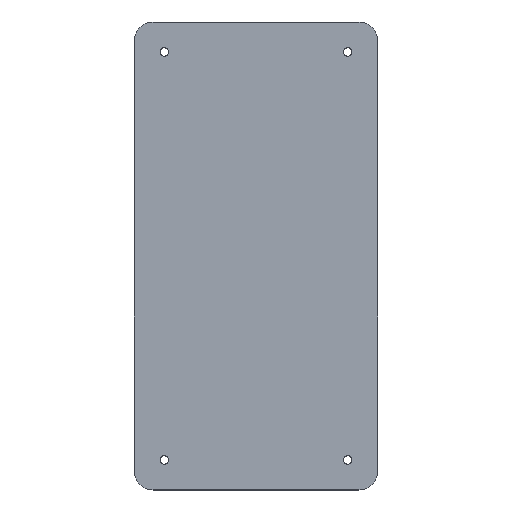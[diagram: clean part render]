
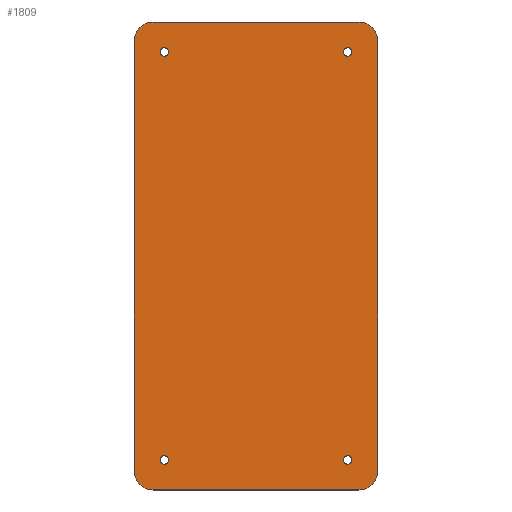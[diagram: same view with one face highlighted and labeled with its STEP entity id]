
A CAD part, top view. The second image highlights one B-rep face of the part: STEP entity #1809.
In plain terms, the highlighted planar face has unit normal (0, 0, 1).
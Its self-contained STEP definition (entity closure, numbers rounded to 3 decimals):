
#36=FACE_BOUND('',#375,.T.);
#37=FACE_BOUND('',#376,.T.);
#38=FACE_BOUND('',#377,.T.);
#39=FACE_BOUND('',#378,.T.);
#134=CIRCLE('',#1989,5.);
#136=CIRCLE('',#1993,5.);
#138=CIRCLE('',#1997,5.);
#140=CIRCLE('',#2001,5.);
#142=CIRCLE('',#2005,1.13);
#144=CIRCLE('',#2008,1.13);
#146=CIRCLE('',#2011,1.13);
#148=CIRCLE('',#2014,1.13);
#269=FACE_OUTER_BOUND('',#374,.T.);
#374=EDGE_LOOP('',(#1651,#1652,#1653,#1654,#1655,#1656,#1657,#1658));
#375=EDGE_LOOP('',(#1659));
#376=EDGE_LOOP('',(#1660));
#377=EDGE_LOOP('',(#1661));
#378=EDGE_LOOP('',(#1662));
#528=LINE('',#3029,#688);
#532=LINE('',#3041,#692);
#536=LINE('',#3053,#696);
#539=LINE('',#3062,#699);
#688=VECTOR('',#2493,10.);
#692=VECTOR('',#2505,10.);
#696=VECTOR('',#2517,10.);
#699=VECTOR('',#2528,10.);
#858=VERTEX_POINT('',#3019);
#859=VERTEX_POINT('',#3021);
#861=VERTEX_POINT('',#3027);
#863=VERTEX_POINT('',#3033);
#865=VERTEX_POINT('',#3039);
#867=VERTEX_POINT('',#3045);
#869=VERTEX_POINT('',#3051);
#871=VERTEX_POINT('',#3057);
#873=VERTEX_POINT('',#3066);
#875=VERTEX_POINT('',#3072);
#877=VERTEX_POINT('',#3078);
#879=VERTEX_POINT('',#3084);
#1111=EDGE_CURVE('',#858,#859,#134,.T.);
#1115=EDGE_CURVE('',#858,#861,#528,.T.);
#1118=EDGE_CURVE('',#863,#861,#136,.T.);
#1121=EDGE_CURVE('',#863,#865,#532,.T.);
#1124=EDGE_CURVE('',#867,#865,#138,.T.);
#1127=EDGE_CURVE('',#867,#869,#536,.T.);
#1130=EDGE_CURVE('',#871,#869,#140,.T.);
#1132=EDGE_CURVE('',#871,#859,#539,.T.);
#1135=EDGE_CURVE('',#873,#873,#142,.T.);
#1138=EDGE_CURVE('',#875,#875,#144,.T.);
#1141=EDGE_CURVE('',#877,#877,#146,.T.);
#1144=EDGE_CURVE('',#879,#879,#148,.T.);
#1651=ORIENTED_EDGE('',*,*,#1118,.F.);
#1652=ORIENTED_EDGE('',*,*,#1121,.T.);
#1653=ORIENTED_EDGE('',*,*,#1124,.F.);
#1654=ORIENTED_EDGE('',*,*,#1127,.T.);
#1655=ORIENTED_EDGE('',*,*,#1130,.F.);
#1656=ORIENTED_EDGE('',*,*,#1132,.T.);
#1657=ORIENTED_EDGE('',*,*,#1111,.F.);
#1658=ORIENTED_EDGE('',*,*,#1115,.T.);
#1659=ORIENTED_EDGE('',*,*,#1135,.T.);
#1660=ORIENTED_EDGE('',*,*,#1138,.T.);
#1661=ORIENTED_EDGE('',*,*,#1141,.T.);
#1662=ORIENTED_EDGE('',*,*,#1144,.T.);
#1723=PLANE('',#2015);
#1809=ADVANCED_FACE('',(#269,#36,#37,#38,#39),#1723,.T.);
#1989=AXIS2_PLACEMENT_3D('',#3022,#2486,#2487);
#1993=AXIS2_PLACEMENT_3D('',#3035,#2499,#2500);
#1997=AXIS2_PLACEMENT_3D('',#3047,#2511,#2512);
#2001=AXIS2_PLACEMENT_3D('',#3059,#2523,#2524);
#2005=AXIS2_PLACEMENT_3D('',#3068,#2534,#2535);
#2008=AXIS2_PLACEMENT_3D('',#3074,#2541,#2542);
#2011=AXIS2_PLACEMENT_3D('',#3080,#2548,#2549);
#2014=AXIS2_PLACEMENT_3D('',#3086,#2555,#2556);
#2015=AXIS2_PLACEMENT_3D('',#3087,#2557,#2558);
#2486=DIRECTION('center_axis',(0.,0.,-1.));
#2487=DIRECTION('ref_axis',(0.707,0.707,0.));
#2493=DIRECTION('',(-1.,0.,0.));
#2499=DIRECTION('center_axis',(0.,0.,-1.));
#2500=DIRECTION('ref_axis',(-0.707,0.707,0.));
#2505=DIRECTION('',(0.,-1.,0.));
#2511=DIRECTION('center_axis',(0.,0.,-1.));
#2512=DIRECTION('ref_axis',(-0.707,-0.707,0.));
#2517=DIRECTION('',(1.,0.,0.));
#2523=DIRECTION('center_axis',(0.,0.,-1.));
#2524=DIRECTION('ref_axis',(0.707,-0.707,0.));
#2528=DIRECTION('',(0.,1.,0.));
#2534=DIRECTION('center_axis',(0.,0.,-1.));
#2535=DIRECTION('ref_axis',(1.,0.,0.));
#2541=DIRECTION('center_axis',(0.,0.,-1.));
#2542=DIRECTION('ref_axis',(1.,0.,0.));
#2548=DIRECTION('center_axis',(0.,0.,-1.));
#2549=DIRECTION('ref_axis',(1.,0.,0.));
#2555=DIRECTION('center_axis',(0.,0.,-1.));
#2556=DIRECTION('ref_axis',(1.,0.,0.));
#2557=DIRECTION('center_axis',(0.,0.,1.));
#2558=DIRECTION('ref_axis',(1.,0.,0.));
#3019=CARTESIAN_POINT('',(57.5,110.238,9.525));
#3021=CARTESIAN_POINT('',(62.5,105.238,9.525));
#3022=CARTESIAN_POINT('Origin',(57.5,105.238,9.525));
#3027=CARTESIAN_POINT('',(2.5,110.238,9.525));
#3029=CARTESIAN_POINT('',(62.5,110.238,9.525));
#3033=CARTESIAN_POINT('',(-2.5,105.238,9.525));
#3035=CARTESIAN_POINT('Origin',(2.5,105.238,9.525));
#3039=CARTESIAN_POINT('',(-2.5,-9.762,9.525));
#3041=CARTESIAN_POINT('',(-2.5,110.238,9.525));
#3045=CARTESIAN_POINT('',(2.5,-14.762,9.525));
#3047=CARTESIAN_POINT('Origin',(2.5,-9.762,9.525));
#3051=CARTESIAN_POINT('',(57.5,-14.762,9.525));
#3053=CARTESIAN_POINT('',(-2.5,-14.762,9.525));
#3057=CARTESIAN_POINT('',(62.5,-9.762,9.525));
#3059=CARTESIAN_POINT('Origin',(57.5,-9.762,9.525));
#3062=CARTESIAN_POINT('',(62.5,-14.762,9.525));
#3066=CARTESIAN_POINT('',(53.37,-6.762,9.525));
#3068=CARTESIAN_POINT('Origin',(54.5,-6.762,9.525));
#3072=CARTESIAN_POINT('',(53.37,102.238,9.525));
#3074=CARTESIAN_POINT('Origin',(54.5,102.238,9.525));
#3078=CARTESIAN_POINT('',(4.37,-6.762,9.525));
#3080=CARTESIAN_POINT('Origin',(5.5,-6.762,9.525));
#3084=CARTESIAN_POINT('',(4.37,102.238,9.525));
#3086=CARTESIAN_POINT('Origin',(5.5,102.238,9.525));
#3087=CARTESIAN_POINT('Origin',(30.,47.738,9.525));
